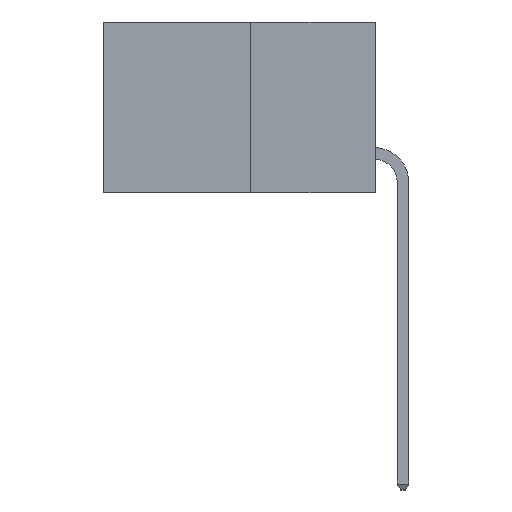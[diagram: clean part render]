
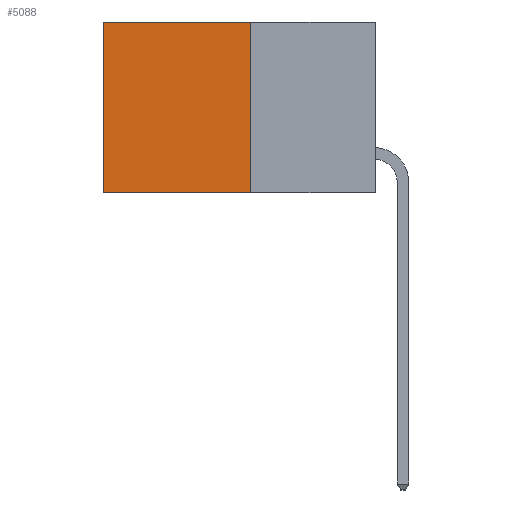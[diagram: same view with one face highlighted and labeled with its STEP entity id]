
A CAD part, left-side view. The second image highlights one B-rep face of the part: STEP entity #5088.
In plain terms, the highlighted planar face has unit normal (-1, 0, 0).
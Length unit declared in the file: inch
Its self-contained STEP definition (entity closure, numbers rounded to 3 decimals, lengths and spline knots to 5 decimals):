
#635 = EDGE_CURVE ( 'NONE', #13759, #2909, #6215, .T. ) ;
#1230 = LINE ( 'NONE', #14031, #9742 ) ;
#1257 = DIRECTION ( 'NONE',  ( 0., 0., -1. ) ) ;
#1826 = DIRECTION ( 'NONE',  ( 0., 1., 0. ) ) ;
#1845 = CARTESIAN_POINT ( 'NONE',  ( 0.277, 0.27, -0.37 ) ) ;
#1848 = ORIENTED_EDGE ( 'NONE', *, *, #635, .T. ) ;
#2463 = VERTEX_POINT ( 'NONE', #6723 ) ;
#2909 = VERTEX_POINT ( 'NONE', #13815 ) ;
#2964 = DIRECTION ( 'NONE',  ( 0., 0., -1. ) ) ;
#3633 = DIRECTION ( 'NONE',  ( 1., 0., 0. ) ) ;
#3696 = DIRECTION ( 'NONE',  ( 0., 0., -1. ) ) ;
#3807 = PLANE ( 'NONE',  #11130 ) ;
#4555 = CARTESIAN_POINT ( 'NONE',  ( 0.277, 0.27, -0.37 ) ) ;
#5088 = ADVANCED_FACE ( 'NONE', ( #13891 ), #3807, .F. ) ;
#5913 = LINE ( 'NONE', #1845, #9262 ) ;
#6215 = LINE ( 'NONE', #10522, #11785 ) ;
#6723 = CARTESIAN_POINT ( 'NONE',  ( 0.277, 0.27, -0.37 ) ) ;
#7158 = EDGE_LOOP ( 'NONE', ( #1848, #7537, #7889, #11198 ) ) ;
#7312 = CARTESIAN_POINT ( 'NONE',  ( 0.277, 0.27, -0.37 ) ) ;
#7400 = DIRECTION ( 'NONE',  ( 0., 1., 0. ) ) ;
#7443 = LINE ( 'NONE', #7312, #10078 ) ;
#7537 = ORIENTED_EDGE ( 'NONE', *, *, #12934, .F. ) ;
#7889 = ORIENTED_EDGE ( 'NONE', *, *, #8966, .F. ) ;
#8435 = CARTESIAN_POINT ( 'NONE',  ( 0.277, 0.27, 0. ) ) ;
#8857 = CARTESIAN_POINT ( 'NONE',  ( 0.277, 0.59, 0. ) ) ;
#8966 = EDGE_CURVE ( 'NONE', #9556, #2463, #5913, .T. ) ;
#9262 = VECTOR ( 'NONE', #2964, 39.37008 ) ;
#9556 = VERTEX_POINT ( 'NONE', #8435 ) ;
#9742 = VECTOR ( 'NONE', #7400, 39.37008 ) ;
#10078 = VECTOR ( 'NONE', #1826, 39.37008 ) ;
#10522 = CARTESIAN_POINT ( 'NONE',  ( 0.277, 0.59, -0.37 ) ) ;
#11130 = AXIS2_PLACEMENT_3D ( 'NONE', #4555, #3633, #3696 ) ;
#11198 = ORIENTED_EDGE ( 'NONE', *, *, #12989, .T. ) ;
#11785 = VECTOR ( 'NONE', #1257, 39.37008 ) ;
#12934 = EDGE_CURVE ( 'NONE', #2463, #2909, #7443, .T. ) ;
#12989 = EDGE_CURVE ( 'NONE', #9556, #13759, #1230, .T. ) ;
#13759 = VERTEX_POINT ( 'NONE', #8857 ) ;
#13815 = CARTESIAN_POINT ( 'NONE',  ( 0.277, 0.59, -0.37 ) ) ;
#13891 = FACE_OUTER_BOUND ( 'NONE', #7158, .T. ) ;
#14031 = CARTESIAN_POINT ( 'NONE',  ( 0.277, 0.27, 0. ) ) ;
